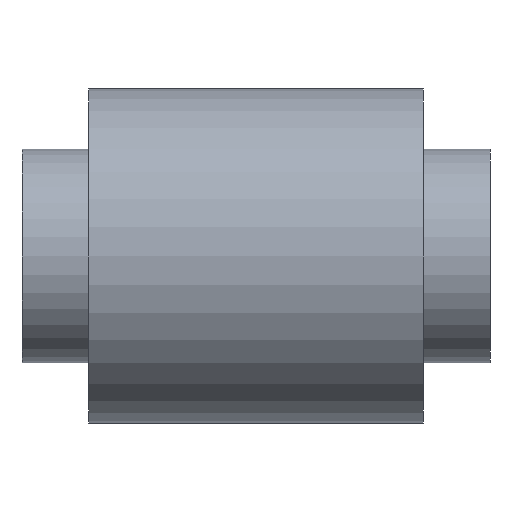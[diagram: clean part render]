
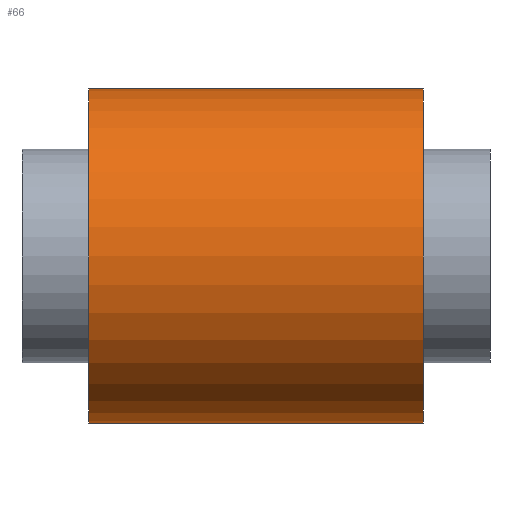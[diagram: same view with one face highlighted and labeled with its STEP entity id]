
A CAD part, front view. The second image highlights one B-rep face of the part: STEP entity #66.
In plain terms, the highlighted cylindrical face has radius 25 mm (diameter 50 mm), a full revolution.
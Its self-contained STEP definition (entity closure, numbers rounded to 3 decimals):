
#66 = ADVANCED_FACE( '', ( #141, #142 ), #143, .T. );
#141 = FACE_OUTER_BOUND( '', #212, .T. );
#142 = FACE_OUTER_BOUND( '', #213, .T. );
#143 = CYLINDRICAL_SURFACE( '', #214, 25. );
#212 = EDGE_LOOP( '', ( #303 ) );
#213 = EDGE_LOOP( '', ( #304 ) );
#214 = AXIS2_PLACEMENT_3D( '', #305, #306, #307 );
#303 = ORIENTED_EDGE( '', *, *, #349, .T. );
#304 = ORIENTED_EDGE( '', *, *, #342, .F. );
#305 = CARTESIAN_POINT( '', ( 70., 0., 0. ) );
#306 = DIRECTION( '', ( -1., 0., 0. ) );
#307 = DIRECTION( '', ( 0., 0., -1. ) );
#342 = EDGE_CURVE( '', #386, #386, #387, .T. );
#349 = EDGE_CURVE( '', #396, #396, #397, .T. );
#386 = VERTEX_POINT( '', #434 );
#387 = CIRCLE( '', #435, 25. );
#396 = VERTEX_POINT( '', #444 );
#397 = CIRCLE( '', #445, 25. );
#434 = CARTESIAN_POINT( '', ( 60., 0., -25. ) );
#435 = AXIS2_PLACEMENT_3D( '', #484, #485, #486 );
#444 = CARTESIAN_POINT( '', ( 10., 0., -25. ) );
#445 = AXIS2_PLACEMENT_3D( '', #493, #494, #495 );
#484 = CARTESIAN_POINT( '', ( 60., 0., 0. ) );
#485 = DIRECTION( '', ( 1., 0., 0. ) );
#486 = DIRECTION( '', ( 0., 0., -1. ) );
#493 = CARTESIAN_POINT( '', ( 10., 0., 0. ) );
#494 = DIRECTION( '', ( 1., 0., 0. ) );
#495 = DIRECTION( '', ( 0., 0., -1. ) );
